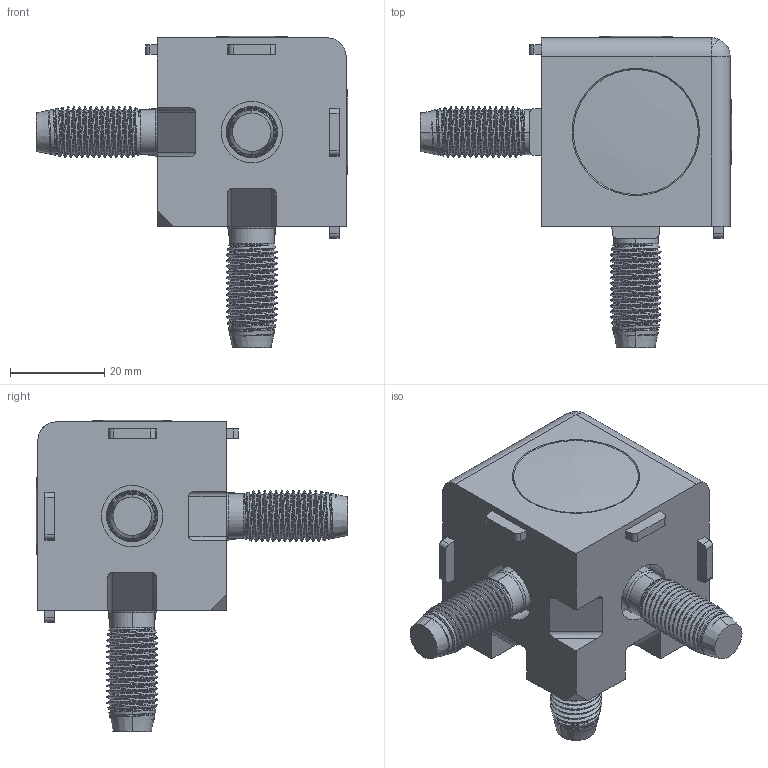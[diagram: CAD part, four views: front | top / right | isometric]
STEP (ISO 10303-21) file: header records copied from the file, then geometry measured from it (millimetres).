
FILE_DESCRIPTION (( 'STEP AP214' ), '1' );
FILE_NAME ('412529397.STEP', '2014-02-17T09:11:41', ( '' ), ( '' ), 'SwSTEP 2.0', 'SolidWorks 2014', '' );
FILE_SCHEMA (( 'AUTOMOTIVE_DESIGN' ));
Length unit declared in the file: millimetre
Products named in the file (1): 412529397
Bounding box: 66.04 x 66.03 x 66.03 mm (x, y, z)
Volume: 48038.6 mm3; surface area: 24734.9 mm2
Topology: 7 solids, 7 shells, 633 faces, 1752 edges, 1147 vertices
Faces by surface type: plane 250, cylinder 207, cone 113, torus 49, bspline 9, sphere 5
Entity records: 33318 total; most frequent: CARTESIAN_POINT 17963, ORIENTED_EDGE 3504, DIRECTION 2882, EDGE_CURVE 1752, VERTEX_POINT 1147, AXIS2_PLACEMENT_3D 1077, VECTOR 728, LINE 728
